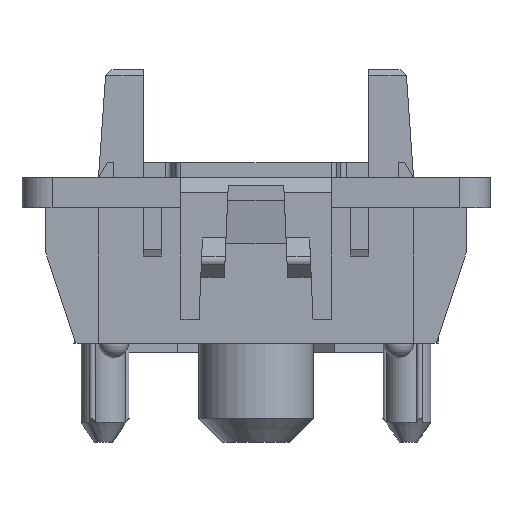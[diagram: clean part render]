
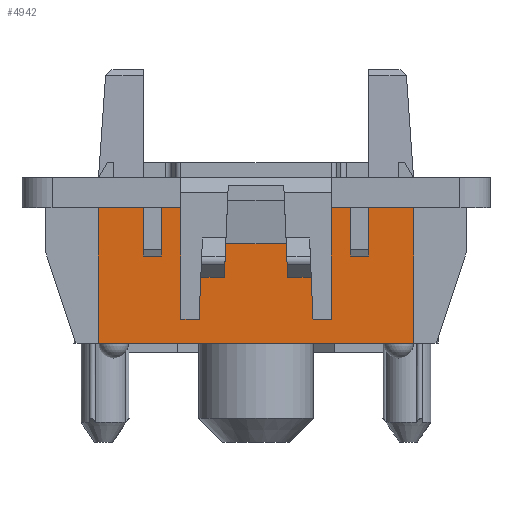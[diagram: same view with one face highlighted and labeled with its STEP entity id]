
A CAD part, front view. The second image highlights one B-rep face of the part: STEP entity #4942.
In plain terms, the highlighted planar face has unit normal (0, -1, 0).
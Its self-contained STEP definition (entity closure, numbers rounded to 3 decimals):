
#1914 = VERTEX_POINT('',#1915);
#1915 = CARTESIAN_POINT('',(2.5,-6.9,1.3));
#1986 = VERTEX_POINT('',#1987);
#1987 = CARTESIAN_POINT('',(2.5,-6.9,5.));
#1993 = EDGE_CURVE('',#1986,#1914,#1994,.T.);
#1994 = LINE('',#1995,#1996);
#1995 = CARTESIAN_POINT('',(2.5,-6.9,0.65));
#1996 = VECTOR('',#1997,1.);
#1997 = DIRECTION('',(0.,0.,-1.));
#2222 = VERTEX_POINT('',#2223);
#2223 = CARTESIAN_POINT('',(-2.5,-6.9,1.3));
#2231 = EDGE_CURVE('',#2222,#2232,#2234,.T.);
#2232 = VERTEX_POINT('',#2233);
#2233 = CARTESIAN_POINT('',(-2.5,-6.9,5.));
#2234 = LINE('',#2235,#2236);
#2235 = CARTESIAN_POINT('',(-2.5,-6.9,0.65));
#2236 = VECTOR('',#2237,1.);
#2237 = DIRECTION('',(0.,0.,1.));
#3184 = VERTEX_POINT('',#3185);
#3185 = CARTESIAN_POINT('',(-5.25,-6.9,0.5));
#3191 = EDGE_CURVE('',#3192,#3184,#3194,.T.);
#3192 = VERTEX_POINT('',#3193);
#3193 = CARTESIAN_POINT('',(5.25,-6.9,0.5));
#3194 = LINE('',#3195,#3196);
#3195 = CARTESIAN_POINT('',(-2.625,-6.9,0.5));
#3196 = VECTOR('',#3197,1.);
#3197 = DIRECTION('',(-1.,0.,0.));
#4802 = EDGE_CURVE('',#1986,#4803,#4805,.T.);
#4803 = VERTEX_POINT('',#4804);
#4804 = CARTESIAN_POINT('',(3.15,-6.9,5.));
#4805 = LINE('',#4806,#4807);
#4806 = CARTESIAN_POINT('',(-2.625,-6.9,5.));
#4807 = VECTOR('',#4808,1.);
#4808 = DIRECTION('',(1.,0.,0.));
#4825 = VERTEX_POINT('',#4826);
#4826 = CARTESIAN_POINT('',(5.25,-6.9,5.));
#4832 = EDGE_CURVE('',#4833,#4825,#4835,.T.);
#4833 = VERTEX_POINT('',#4834);
#4834 = CARTESIAN_POINT('',(3.75,-6.9,5.));
#4835 = LINE('',#4836,#4837);
#4836 = CARTESIAN_POINT('',(-2.625,-6.9,5.));
#4837 = VECTOR('',#4838,1.);
#4838 = DIRECTION('',(1.,0.,0.));
#4877 = EDGE_CURVE('',#2222,#4878,#4880,.T.);
#4878 = VERTEX_POINT('',#4879);
#4879 = CARTESIAN_POINT('',(-1.9,-6.9,1.3));
#4880 = LINE('',#4881,#4882);
#4881 = CARTESIAN_POINT('',(-2.625,-6.9,1.3));
#4882 = VECTOR('',#4883,1.);
#4883 = DIRECTION('',(1.,0.,0.));
#4902 = VERTEX_POINT('',#4903);
#4903 = CARTESIAN_POINT('',(1.9,-6.9,1.3));
#4909 = EDGE_CURVE('',#4902,#1914,#4910,.T.);
#4910 = LINE('',#4911,#4912);
#4911 = CARTESIAN_POINT('',(-2.625,-6.9,1.3));
#4912 = VECTOR('',#4913,1.);
#4913 = DIRECTION('',(1.,0.,0.));
#4942 = ADVANCED_FACE('',(#4943),#5080,.F.);
#4943 = FACE_BOUND('',#4944,.F.);
#4944 = EDGE_LOOP('',(#4945,#4951,#4952,#4960,#4968,#4976,#4984,#4992,
    #4998,#4999,#5000,#5008,#5016,#5024,#5032,#5040,#5048,#5054,#5055,
    #5056,#5057,#5065,#5073,#5079));
#4945 = ORIENTED_EDGE('',*,*,#4946,.F.);
#4946 = EDGE_CURVE('',#3192,#4825,#4947,.T.);
#4947 = LINE('',#4948,#4949);
#4948 = CARTESIAN_POINT('',(5.25,-6.9,0.));
#4949 = VECTOR('',#4950,1.);
#4950 = DIRECTION('',(0.,0.,1.));
#4951 = ORIENTED_EDGE('',*,*,#3191,.T.);
#4952 = ORIENTED_EDGE('',*,*,#4953,.T.);
#4953 = EDGE_CURVE('',#3184,#4954,#4956,.T.);
#4954 = VERTEX_POINT('',#4955);
#4955 = CARTESIAN_POINT('',(-5.25,-6.9,5.));
#4956 = LINE('',#4957,#4958);
#4957 = CARTESIAN_POINT('',(-5.25,-6.9,0.));
#4958 = VECTOR('',#4959,1.);
#4959 = DIRECTION('',(0.,0.,1.));
#4960 = ORIENTED_EDGE('',*,*,#4961,.T.);
#4961 = EDGE_CURVE('',#4954,#4962,#4964,.T.);
#4962 = VERTEX_POINT('',#4963);
#4963 = CARTESIAN_POINT('',(-3.75,-6.9,5.));
#4964 = LINE('',#4965,#4966);
#4965 = CARTESIAN_POINT('',(-2.625,-6.9,5.));
#4966 = VECTOR('',#4967,1.);
#4967 = DIRECTION('',(1.,0.,0.));
#4968 = ORIENTED_EDGE('',*,*,#4969,.T.);
#4969 = EDGE_CURVE('',#4962,#4970,#4972,.T.);
#4970 = VERTEX_POINT('',#4971);
#4971 = CARTESIAN_POINT('',(-3.75,-6.9,3.4));
#4972 = LINE('',#4973,#4974);
#4973 = CARTESIAN_POINT('',(-3.75,-6.9,2.348));
#4974 = VECTOR('',#4975,1.);
#4975 = DIRECTION('',(0.,0.,-1.));
#4976 = ORIENTED_EDGE('',*,*,#4977,.T.);
#4977 = EDGE_CURVE('',#4970,#4978,#4980,.T.);
#4978 = VERTEX_POINT('',#4979);
#4979 = CARTESIAN_POINT('',(-3.15,-6.9,3.4));
#4980 = LINE('',#4981,#4982);
#4981 = CARTESIAN_POINT('',(-4.5,-6.9,3.4));
#4982 = VECTOR('',#4983,1.);
#4983 = DIRECTION('',(1.,0.,0.));
#4984 = ORIENTED_EDGE('',*,*,#4985,.T.);
#4985 = EDGE_CURVE('',#4978,#4986,#4988,.T.);
#4986 = VERTEX_POINT('',#4987);
#4987 = CARTESIAN_POINT('',(-3.15,-6.9,5.));
#4988 = LINE('',#4989,#4990);
#4989 = CARTESIAN_POINT('',(-3.15,-6.9,0.));
#4990 = VECTOR('',#4991,1.);
#4991 = DIRECTION('',(0.,0.,1.));
#4992 = ORIENTED_EDGE('',*,*,#4993,.T.);
#4993 = EDGE_CURVE('',#4986,#2232,#4994,.T.);
#4994 = LINE('',#4995,#4996);
#4995 = CARTESIAN_POINT('',(-2.625,-6.9,5.));
#4996 = VECTOR('',#4997,1.);
#4997 = DIRECTION('',(1.,0.,0.));
#4998 = ORIENTED_EDGE('',*,*,#2231,.F.);
#4999 = ORIENTED_EDGE('',*,*,#4877,.T.);
#5000 = ORIENTED_EDGE('',*,*,#5001,.F.);
#5001 = EDGE_CURVE('',#5002,#4878,#5004,.T.);
#5002 = VERTEX_POINT('',#5003);
#5003 = CARTESIAN_POINT('',(-1.84,-6.9,2.7));
#5004 = LINE('',#5005,#5006);
#5005 = CARTESIAN_POINT('',(-1.316,-6.9,14.93));
#5006 = VECTOR('',#5007,1.);
#5007 = DIRECTION('',(-0.043,0.,-0.999));
#5008 = ORIENTED_EDGE('',*,*,#5009,.F.);
#5009 = EDGE_CURVE('',#5010,#5002,#5012,.T.);
#5010 = VERTEX_POINT('',#5011);
#5011 = CARTESIAN_POINT('',(-1.056,-6.9,2.7));
#5012 = LINE('',#5013,#5014);
#5013 = CARTESIAN_POINT('',(-3.153,-6.9,2.7));
#5014 = VECTOR('',#5015,1.);
#5015 = DIRECTION('',(-1.,0.,0.));
#5016 = ORIENTED_EDGE('',*,*,#5017,.F.);
#5017 = EDGE_CURVE('',#5018,#5010,#5020,.T.);
#5018 = VERTEX_POINT('',#5019);
#5019 = CARTESIAN_POINT('',(-1.009,-6.9,3.8));
#5020 = LINE('',#5021,#5022);
#5021 = CARTESIAN_POINT('',(-0.903,-6.9,6.263));
#5022 = VECTOR('',#5023,1.);
#5023 = DIRECTION('',(-0.043,0.,-0.999));
#5024 = ORIENTED_EDGE('',*,*,#5025,.T.);
#5025 = EDGE_CURVE('',#5018,#5026,#5028,.T.);
#5026 = VERTEX_POINT('',#5027);
#5027 = CARTESIAN_POINT('',(1.009,-6.9,3.8));
#5028 = LINE('',#5029,#5030);
#5029 = CARTESIAN_POINT('',(-1.5,-6.9,3.8));
#5030 = VECTOR('',#5031,1.);
#5031 = DIRECTION('',(1.,0.,0.));
#5032 = ORIENTED_EDGE('',*,*,#5033,.T.);
#5033 = EDGE_CURVE('',#5026,#5034,#5036,.T.);
#5034 = VERTEX_POINT('',#5035);
#5035 = CARTESIAN_POINT('',(1.056,-6.9,2.7));
#5036 = LINE('',#5037,#5038);
#5037 = CARTESIAN_POINT('',(0.893,-6.9,6.487));
#5038 = VECTOR('',#5039,1.);
#5039 = DIRECTION('',(0.043,0.,-0.999));
#5040 = ORIENTED_EDGE('',*,*,#5041,.T.);
#5041 = EDGE_CURVE('',#5034,#5042,#5044,.T.);
#5042 = VERTEX_POINT('',#5043);
#5043 = CARTESIAN_POINT('',(1.84,-6.9,2.7));
#5044 = LINE('',#5045,#5046);
#5045 = CARTESIAN_POINT('',(-2.097,-6.9,2.7));
#5046 = VECTOR('',#5047,1.);
#5047 = DIRECTION('',(1.,0.,0.));
#5048 = ORIENTED_EDGE('',*,*,#5049,.T.);
#5049 = EDGE_CURVE('',#5042,#4902,#5050,.T.);
#5050 = LINE('',#5051,#5052);
#5051 = CARTESIAN_POINT('',(1.306,-6.9,15.154));
#5052 = VECTOR('',#5053,1.);
#5053 = DIRECTION('',(0.043,0.,-0.999));
#5054 = ORIENTED_EDGE('',*,*,#4909,.T.);
#5055 = ORIENTED_EDGE('',*,*,#1993,.F.);
#5056 = ORIENTED_EDGE('',*,*,#4802,.T.);
#5057 = ORIENTED_EDGE('',*,*,#5058,.T.);
#5058 = EDGE_CURVE('',#4803,#5059,#5061,.T.);
#5059 = VERTEX_POINT('',#5060);
#5060 = CARTESIAN_POINT('',(3.15,-6.9,3.4));
#5061 = LINE('',#5062,#5063);
#5062 = CARTESIAN_POINT('',(3.15,-6.9,0.));
#5063 = VECTOR('',#5064,1.);
#5064 = DIRECTION('',(0.,0.,-1.));
#5065 = ORIENTED_EDGE('',*,*,#5066,.T.);
#5066 = EDGE_CURVE('',#5059,#5067,#5069,.T.);
#5067 = VERTEX_POINT('',#5068);
#5068 = CARTESIAN_POINT('',(3.75,-6.9,3.4));
#5069 = LINE('',#5070,#5071);
#5070 = CARTESIAN_POINT('',(-4.5,-6.9,3.4));
#5071 = VECTOR('',#5072,1.);
#5072 = DIRECTION('',(1.,0.,0.));
#5073 = ORIENTED_EDGE('',*,*,#5074,.F.);
#5074 = EDGE_CURVE('',#4833,#5067,#5075,.T.);
#5075 = LINE('',#5076,#5077);
#5076 = CARTESIAN_POINT('',(3.75,-6.9,2.348));
#5077 = VECTOR('',#5078,1.);
#5078 = DIRECTION('',(0.,0.,-1.));
#5079 = ORIENTED_EDGE('',*,*,#4832,.T.);
#5080 = PLANE('',#5081);
#5081 = AXIS2_PLACEMENT_3D('',#5082,#5083,#5084);
#5082 = CARTESIAN_POINT('',(-5.25,-6.9,0.));
#5083 = DIRECTION('',(0.,1.,0.));
#5084 = DIRECTION('',(1.,0.,0.));
